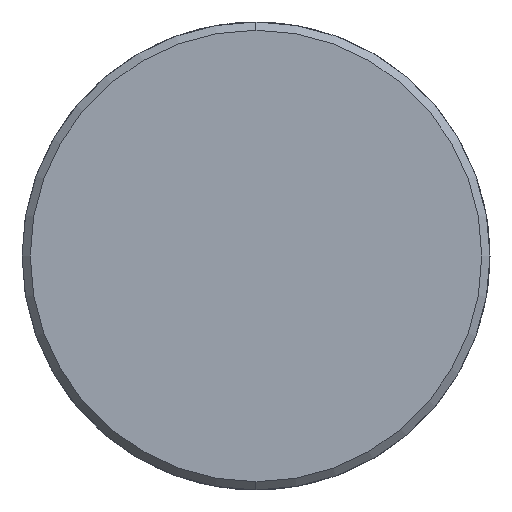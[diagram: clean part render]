
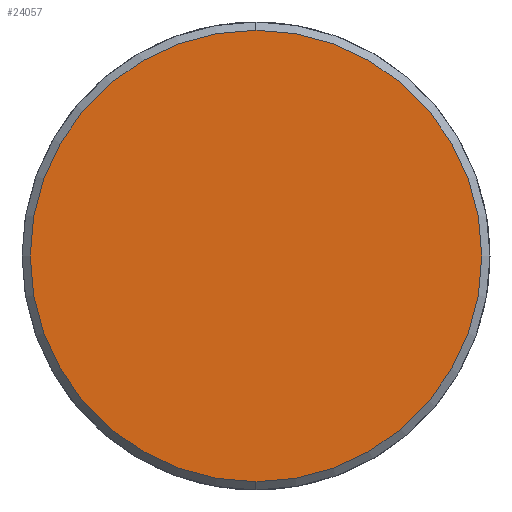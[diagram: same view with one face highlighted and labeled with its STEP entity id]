
A CAD part, left-side view. The second image highlights one B-rep face of the part: STEP entity #24057.
In plain terms, the highlighted planar face has unit normal (-1, 0, 0).
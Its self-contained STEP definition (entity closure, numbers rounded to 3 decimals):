
#23973=CARTESIAN_POINT('',(-53.472,0.,0.));
#23974=DIRECTION('',(-1.,0.,0.));
#23975=DIRECTION('',(0.,0.,-1.));
#23976=AXIS2_PLACEMENT_3D('',#23973,#23974,#23975);
#24025=CARTESIAN_POINT('',(-53.472,0.,0.));
#24026=DIRECTION('',(1.,0.,0.));
#24027=DIRECTION('',(0.,0.,-1.));
#24028=AXIS2_PLACEMENT_3D('',#24025,#24026,#24027);
#24034=CARTESIAN_POINT('',(-53.472,0.,-21.975));
#24035=CARTESIAN_POINT('',(-53.472,0.,21.975));
#24036=VERTEX_POINT('',#24034);
#24037=VERTEX_POINT('',#24035);
#24046=CARTESIAN_POINT('',(-53.472,0.,0.));
#24047=DIRECTION('',(-1.,0.,0.));
#24048=DIRECTION('',(0.,0.,1.));
#24049=AXIS2_PLACEMENT_3D('',#24046,#24047,#24048);
#24050=PLANE('',#24049);
#24052=ORIENTED_EDGE('',*,*,#24051,.F.);
#24054=ORIENTED_EDGE('',*,*,#24053,.T.);
#24055=EDGE_LOOP('',(#24052,#24054));
#24056=FACE_OUTER_BOUND('',#24055,.F.);
#24057=ADVANCED_FACE('',(#24056),#24050,.T.);
#23977=CIRCLE('',#23976,21.975);
#24029=CIRCLE('',#24028,21.975);
#24051=EDGE_CURVE('',#24036,#24037,#23977,.T.);
#24053=EDGE_CURVE('',#24036,#24037,#24029,.T.);
